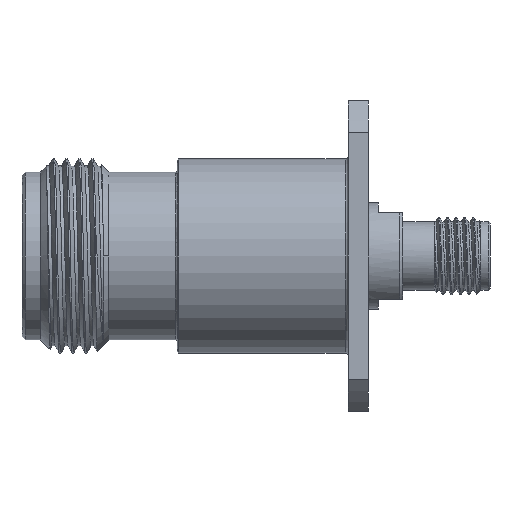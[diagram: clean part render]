
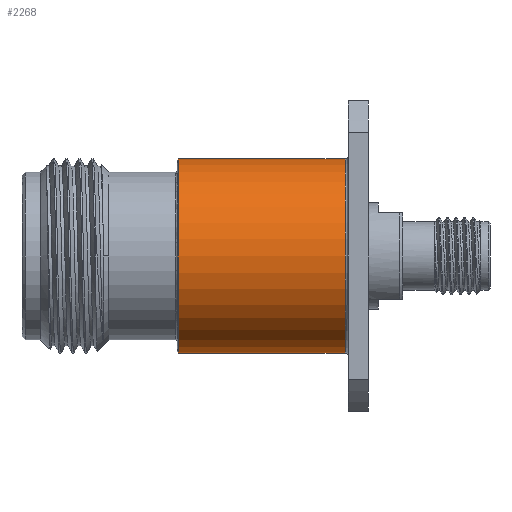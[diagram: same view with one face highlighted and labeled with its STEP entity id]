
A CAD part, front view. The second image highlights one B-rep face of the part: STEP entity #2268.
In plain terms, the highlighted cylindrical face has radius 7.938 mm (diameter 15.875 mm), a partial arc.
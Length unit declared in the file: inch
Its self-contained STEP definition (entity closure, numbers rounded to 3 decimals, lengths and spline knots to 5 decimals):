
#58 = CARTESIAN_POINT ( 'NONE',  ( 0.5027, 0., -0.3125 ) ) ;
#67 = VERTEX_POINT ( 'NONE', #4971 ) ;
#85 = EDGE_CURVE ( 'NONE', #67, #6197, #954, .T. ) ;
#215 = DIRECTION ( 'NONE',  ( -1., 0., 0. ) ) ;
#254 = EDGE_LOOP ( 'NONE', ( #5491, #5777, #1982, #4149 ) ) ;
#603 = VECTOR ( 'NONE', #3353, 39.37008 ) ;
#673 = CYLINDRICAL_SURFACE ( 'NONE', #4726, 0.3125 ) ;
#831 = CIRCLE ( 'NONE', #3371, 0.3125 ) ;
#954 = LINE ( 'NONE', #5482, #603 ) ;
#982 = CARTESIAN_POINT ( 'NONE',  ( 0.5027, 0., 0. ) ) ;
#1819 = CARTESIAN_POINT ( 'NONE',  ( 0.82, 0., 0. ) ) ;
#1844 = DIRECTION ( 'NONE',  ( 0., 0., 1. ) ) ;
#1858 = EDGE_CURVE ( 'NONE', #3556, #3935, #3950, .T. ) ;
#1904 = CARTESIAN_POINT ( 'NONE',  ( 0.82, 0., 0.3125 ) ) ;
#1982 = ORIENTED_EDGE ( 'NONE', *, *, #1858, .T. ) ;
#2029 = DIRECTION ( 'NONE',  ( -1., 0., 0. ) ) ;
#2113 = VECTOR ( 'NONE', #2029, 39.37008 ) ;
#2268 = ADVANCED_FACE ( 'NONE', ( #6707 ), #673, .T. ) ;
#3353 = DIRECTION ( 'NONE',  ( -1., 0., 0. ) ) ;
#3371 = AXIS2_PLACEMENT_3D ( 'NONE', #5129, #215, #6307 ) ;
#3553 = CARTESIAN_POINT ( 'NONE',  ( 1.04, 0., 0.3125 ) ) ;
#3556 = VERTEX_POINT ( 'NONE', #3553 ) ;
#3935 = VERTEX_POINT ( 'NONE', #4444 ) ;
#3950 = LINE ( 'NONE', #1904, #2113 ) ;
#4149 = ORIENTED_EDGE ( 'NONE', *, *, #4949, .T. ) ;
#4175 = DIRECTION ( 'NONE',  ( 1., 0., 0. ) ) ;
#4444 = CARTESIAN_POINT ( 'NONE',  ( 0.5027, 0., 0.3125 ) ) ;
#4493 = AXIS2_PLACEMENT_3D ( 'NONE', #982, #4175, #6383 ) ;
#4726 = AXIS2_PLACEMENT_3D ( 'NONE', #1819, #5656, #1844 ) ;
#4949 = EDGE_CURVE ( 'NONE', #3935, #6197, #5883, .T. ) ;
#4971 = CARTESIAN_POINT ( 'NONE',  ( 1.04, 0., -0.3125 ) ) ;
#5129 = CARTESIAN_POINT ( 'NONE',  ( 1.04, 0., 0. ) ) ;
#5367 = EDGE_CURVE ( 'NONE', #67, #3556, #831, .T. ) ;
#5482 = CARTESIAN_POINT ( 'NONE',  ( 0.82, 0., -0.3125 ) ) ;
#5491 = ORIENTED_EDGE ( 'NONE', *, *, #85, .F. ) ;
#5656 = DIRECTION ( 'NONE',  ( -1., 0., 0. ) ) ;
#5777 = ORIENTED_EDGE ( 'NONE', *, *, #5367, .T. ) ;
#5883 = CIRCLE ( 'NONE', #4493, 0.3125 ) ;
#6197 = VERTEX_POINT ( 'NONE', #58 ) ;
#6307 = DIRECTION ( 'NONE',  ( 0., 0., 1. ) ) ;
#6383 = DIRECTION ( 'NONE',  ( 0., 0., -1. ) ) ;
#6707 = FACE_OUTER_BOUND ( 'NONE', #254, .T. ) ;
